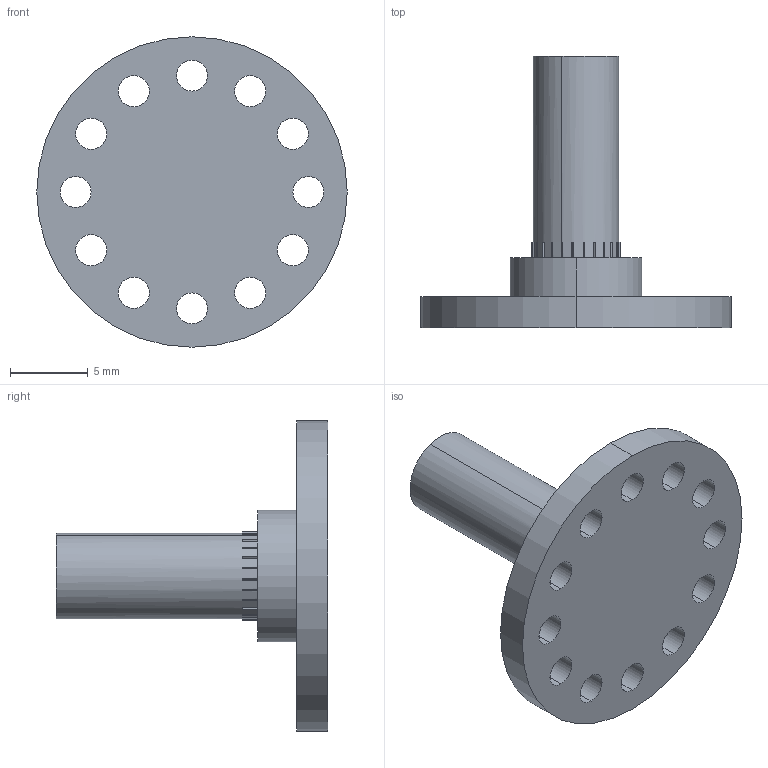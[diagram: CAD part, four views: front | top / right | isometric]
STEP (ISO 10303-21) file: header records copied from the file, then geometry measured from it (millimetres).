
FILE_DESCRIPTION (( 'STEP AP214' ), '1' );
FILE_NAME ('ServoMotorRodInterfaceAssembly.STEP', '2022-07-16T09:31:55', ( 'Windows User' ), ( '' ), 'SwSTEP 2.0', 'SolidWorks 2022', '' );
FILE_SCHEMA (( 'AUTOMOTIVE_DESIGN' ));
Length unit declared in the file: millimetre
Products named in the file (3): ServoMotorRod; ServoMotorInterface; ServoMotorRodInterfaceAssembly
Assembly tree (2 placements, depth 2):
  ServoMotorRodInterfaceAssembly
    ServoMotorInterface
    ServoMotorRod
Bounding box: 20 x 17.5 x 20 mm (x, y, z)
Volume: 1003.8 mm3; surface area: 1258.1 mm2
Topology: 2 solids, 2 shells, 232 faces, 582 edges, 356 vertices
Faces by surface type: plane 174, cylinder 54, cone 4
Entity records: 7028 total; most frequent: DIRECTION 1268, CARTESIAN_POINT 1175, ORIENTED_EDGE 1164, EDGE_CURVE 582, AXIS2_PLACEMENT_3D 449, VECTOR 370, LINE 370, VERTEX_POINT 356
